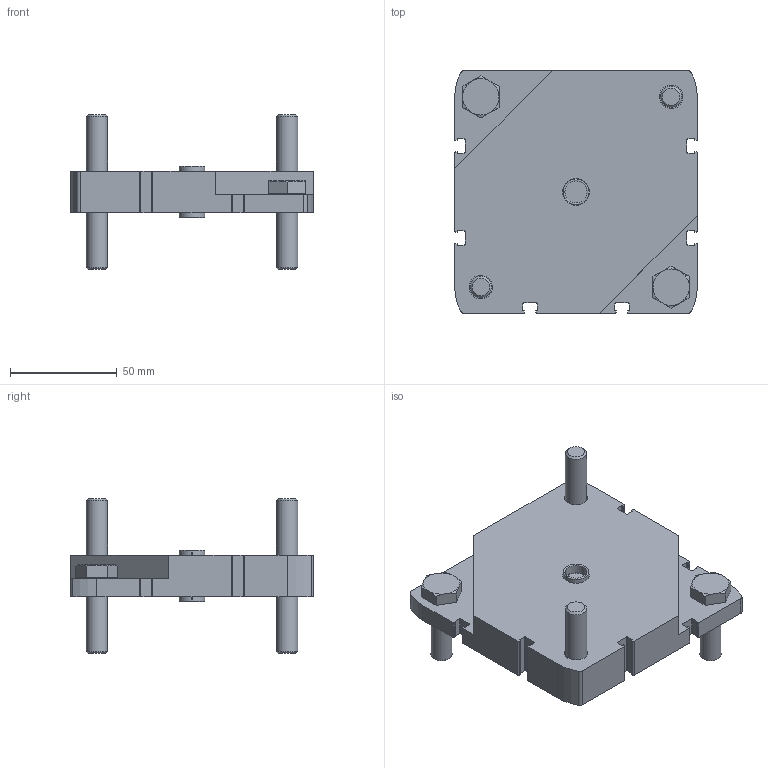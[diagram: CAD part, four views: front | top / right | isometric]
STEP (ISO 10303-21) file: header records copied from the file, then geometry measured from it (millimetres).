
FILE_DESCRIPTION(/* description */ ('STEP AP214'),/* implementation_level */ '2;1');
FILE_NAME(/* name */ '537272_DPNA-100',/* time_stamp */ '2024-08-20T22:22:17+02:00',/* author */ ('License CC BY-ND 4.0'),/* organization */ ('CADENAS'),/* preprocessor_version */ 'ST-DEVELOPER v19.3',/* originating_system */ 'PARTsolutions',/* authorisation */ ' ');
FILE_SCHEMA (('AUTOMOTIVE_DESIGN {1 0 10303 214 3 1 1}'));
Length unit declared in the file: millimetre
Products named in the file (5): 537272 DPNA-100; 537272 DPNA-100---(P); DIN-6912 - M10x35(F); Hexagon bolt DIN 933 - M10x35; 8137185 ZBH-12-B
Assembly tree (7 placements, depth 2):
  537272 DPNA-100
    537272 DPNA-100---(P)
    DIN-6912 - M10x35(F)  x2
    Hexagon bolt DIN 933 - M10x35  x2
    8137185 ZBH-12-B  x2
Bounding box: 113.5 x 113.5 x 72.5 mm (x, y, z)
Volume: 231731.1 mm3; surface area: 44662.7 mm2
Topology: 7 solids, 7 shells, 238 faces, 578 edges, 364 vertices
Faces by surface type: plane 116, cylinder 78, cone 34, torus 10
Full cylindrical faces by diameter (mm): 5 x2, 10 x4, 11 x4, 12 x2, 14.63 x2, 16 x2, 18 x2
Entity records: 5648 total; most frequent: CARTESIAN_POINT 1020, DIRECTION 974, ORIENTED_EDGE 894, EDGE_CURVE 447, AXIS2_PLACEMENT_3D 358, VERTEX_POINT 302, LINE 258, VECTOR 258
